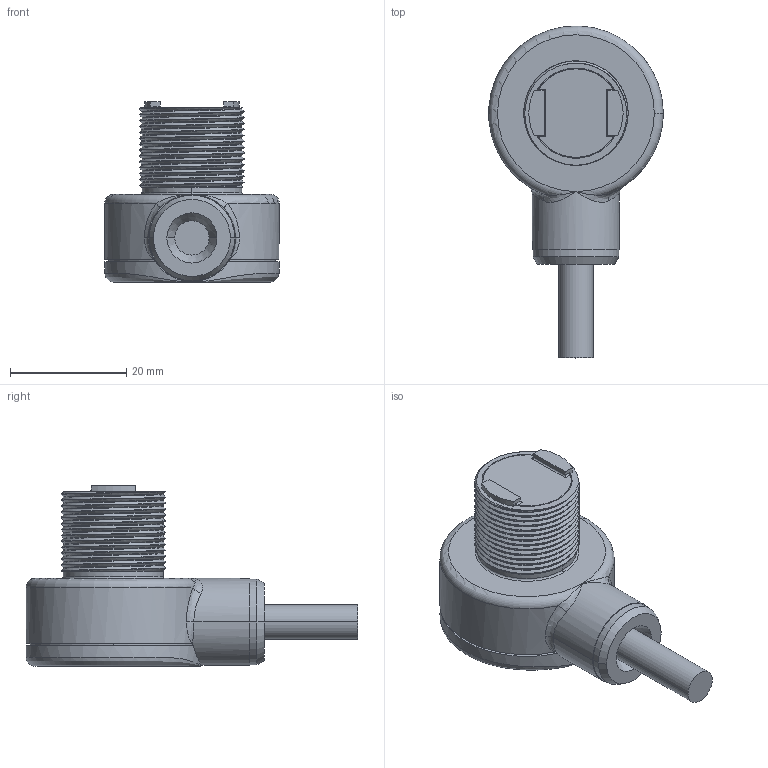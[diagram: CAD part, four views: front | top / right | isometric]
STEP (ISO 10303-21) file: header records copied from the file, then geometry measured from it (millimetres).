
FILE_DESCRIPTION((''),'2;1');
FILE_NAME('155312_SW','2010-12-03T',('banengservice'),('BANNER ENGINEERING'),'PRO/ENGINEER BY PARAMETRIC TECHNOLOGY CORPORATION, 2009141','PRO/ENGINEER BY PARAMETRIC TECHNOLOGY CORPORATION, 2009141','');
FILE_SCHEMA(('CONFIG_CONTROL_DESIGN'));
Length unit declared in the file: inch
Products named in the file (1): 155312_SW
Bounding box: 30.05 x 57.2 x 31.16 mm (x, y, z)
Volume: 7073.3 mm3; surface area: 10543.1 mm2
Topology: 3 solids, 4 shells, 310 faces, 784 edges, 494 vertices
Faces by surface type: cylinder 124, plane 122, bspline 20, torus 20, cone 14, sphere 6, revolution 4
Entity records: 19835 total; most frequent: CARTESIAN_POINT 12500, ORIENTED_EDGE 1548, DIRECTION 1463, EDGE_CURVE 774, AXIS2_PLACEMENT_3D 539, VERTEX_POINT 494, VECTOR 381, LINE 381
